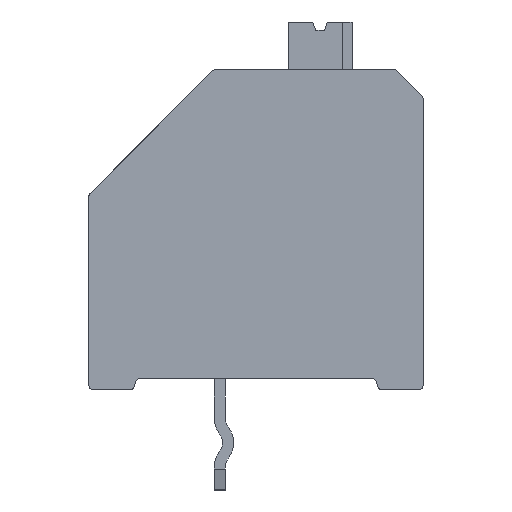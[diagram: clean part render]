
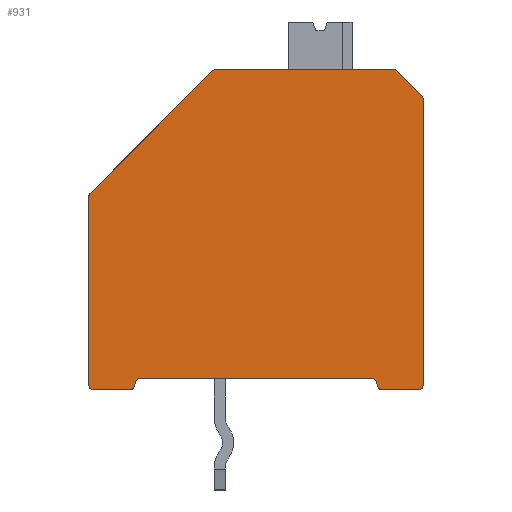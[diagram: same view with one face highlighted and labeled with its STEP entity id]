
A CAD part, front view. The second image highlights one B-rep face of the part: STEP entity #931.
In plain terms, the highlighted planar face has unit normal (0, -1, 0).
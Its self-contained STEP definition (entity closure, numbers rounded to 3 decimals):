
#931 = ADVANCED_FACE( '', ( #1864 ), #1865, .F. );
#1864 = FACE_OUTER_BOUND( '', #2801, .T. );
#1865 = PLANE( '', #2802 );
#2801 = EDGE_LOOP( '', ( #5476, #5477, #5478, #5479, #5480, #5481, #5482, #5483, #5484, #5485, #5486, #5487, #5488, #5489, #5490, #5491, #5492, #5493, #5494, #5495 ) );
#2802 = AXIS2_PLACEMENT_3D( '', #5496, #5497, #5498 );
#5476 = ORIENTED_EDGE( '', *, *, #6811, .F. );
#5477 = ORIENTED_EDGE( '', *, *, #5859, .F. );
#5478 = ORIENTED_EDGE( '', *, *, #5989, .F. );
#5479 = ORIENTED_EDGE( '', *, *, #6495, .F. );
#5480 = ORIENTED_EDGE( '', *, *, #5913, .F. );
#5481 = ORIENTED_EDGE( '', *, *, #6879, .F. );
#5482 = ORIENTED_EDGE( '', *, *, #6614, .F. );
#5483 = ORIENTED_EDGE( '', *, *, #6884, .F. );
#5484 = ORIENTED_EDGE( '', *, *, #6832, .F. );
#5485 = ORIENTED_EDGE( '', *, *, #6207, .F. );
#5486 = ORIENTED_EDGE( '', *, *, #6268, .F. );
#5487 = ORIENTED_EDGE( '', *, *, #6751, .F. );
#5488 = ORIENTED_EDGE( '', *, *, #6885, .F. );
#5489 = ORIENTED_EDGE( '', *, *, #6759, .F. );
#5490 = ORIENTED_EDGE( '', *, *, #5984, .F. );
#5491 = ORIENTED_EDGE( '', *, *, #6881, .F. );
#5492 = ORIENTED_EDGE( '', *, *, #6280, .F. );
#5493 = ORIENTED_EDGE( '', *, *, #6739, .F. );
#5494 = ORIENTED_EDGE( '', *, *, #6182, .F. );
#5495 = ORIENTED_EDGE( '', *, *, #6886, .F. );
#5496 = CARTESIAN_POINT( '', ( 0.17, -2.06, 6.76 ) );
#5497 = DIRECTION( '', ( 0., 1., 0. ) );
#5498 = DIRECTION( '', ( 0., 0., 1. ) );
#5859 = EDGE_CURVE( '', #7052, #7054, #7055, .T. );
#5913 = EDGE_CURVE( '', #7143, #7146, #7147, .T. );
#5984 = EDGE_CURVE( '', #7266, #7269, #7270, .T. );
#5989 = EDGE_CURVE( '', #7276, #7052, #7278, .T. );
#6182 = EDGE_CURVE( '', #7605, #7607, #7608, .T. );
#6207 = EDGE_CURVE( '', #7644, #7647, #7648, .T. );
#6268 = EDGE_CURVE( '', #7733, #7644, #7736, .T. );
#6280 = EDGE_CURVE( '', #7751, #7753, #7754, .T. );
#6495 = EDGE_CURVE( '', #7146, #7276, #8078, .T. );
#6614 = EDGE_CURVE( '', #8255, #8257, #8258, .T. );
#6739 = EDGE_CURVE( '', #7607, #7751, #8421, .T. );
#6751 = EDGE_CURVE( '', #8433, #7733, #8435, .T. );
#6759 = EDGE_CURVE( '', #7269, #8443, #8444, .T. );
#6811 = EDGE_CURVE( '', #7054, #8501, #8502, .T. );
#6832 = EDGE_CURVE( '', #7647, #8524, #8525, .T. );
#6879 = EDGE_CURVE( '', #8257, #7143, #8575, .T. );
#6881 = EDGE_CURVE( '', #7753, #7266, #8577, .T. );
#6884 = EDGE_CURVE( '', #8524, #8255, #8580, .T. );
#6885 = EDGE_CURVE( '', #8443, #8433, #8581, .T. );
#6886 = EDGE_CURVE( '', #8501, #7605, #8582, .T. );
#7052 = VERTEX_POINT( '', #8788 );
#7054 = VERTEX_POINT( '', #8791 );
#7055 = LINE( '', #8792, #8793 );
#7143 = VERTEX_POINT( '', #8913 );
#7146 = VERTEX_POINT( '', #8917 );
#7147 = CIRCLE( '', #8918, 0.17 );
#7266 = VERTEX_POINT( '', #9086 );
#7269 = VERTEX_POINT( '', #9090 );
#7270 = CIRCLE( '', #9091, 0.17 );
#7276 = VERTEX_POINT( '', #9098 );
#7278 = CIRCLE( '', #9101, 0.17 );
#7605 = VERTEX_POINT( '', #9588 );
#7607 = VERTEX_POINT( '', #9591 );
#7608 = CIRCLE( '', #9592, 0.17 );
#7644 = VERTEX_POINT( '', #9642 );
#7647 = VERTEX_POINT( '', #9646 );
#7648 = LINE( '', #9647, #9648 );
#7733 = VERTEX_POINT( '', #9772 );
#7736 = CIRCLE( '', #9776, 0.17 );
#7751 = VERTEX_POINT( '', #9793 );
#7753 = VERTEX_POINT( '', #9796 );
#7754 = CIRCLE( '', #9797, 0.17 );
#8078 = LINE( '', #10280, #10281 );
#8255 = VERTEX_POINT( '', #10544 );
#8257 = VERTEX_POINT( '', #10547 );
#8258 = CIRCLE( '', #10548, 0.17 );
#8421 = LINE( '', #10774, #10775 );
#8433 = VERTEX_POINT( '', #10790 );
#8435 = LINE( '', #10793, #10794 );
#8443 = VERTEX_POINT( '', #10805 );
#8444 = LINE( '', #10806, #10807 );
#8501 = VERTEX_POINT( '', #10887 );
#8502 = CIRCLE( '', #10888, 0.17 );
#8524 = VERTEX_POINT( '', #10920 );
#8525 = CIRCLE( '', #10921, 0.17 );
#8575 = LINE( '', #10995, #10996 );
#8577 = LINE( '', #10998, #10999 );
#8580 = LINE( '', #11002, #11003 );
#8581 = CIRCLE( '', #11004, 0.17 );
#8582 = LINE( '', #11005, #11006 );
#8788 = CARTESIAN_POINT( '', ( 0., -2.06, 0. ) );
#8791 = CARTESIAN_POINT( '', ( 0., -2.06, 6.76 ) );
#8792 = CARTESIAN_POINT( '', ( 0., -2.06, 6.76 ) );
#8793 = VECTOR( '', #11142, 1000. );
#8913 = CARTESIAN_POINT( '', ( 1.634, -2.06, -0.044 ) );
#8917 = CARTESIAN_POINT( '', ( 1.47, -2.06, -0.17 ) );
#8918 = AXIS2_PLACEMENT_3D( '', #11200, #11201, #11202 );
#9086 = CARTESIAN_POINT( '', ( 11.95, -2.06, 10.38 ) );
#9090 = CARTESIAN_POINT( '', ( 12., -2.06, 10.26 ) );
#9091 = AXIS2_PLACEMENT_3D( '', #11268, #11269, #11270 );
#9098 = CARTESIAN_POINT( '', ( 0.17, -2.06, -0.17 ) );
#9101 = AXIS2_PLACEMENT_3D( '', #11276, #11277, #11278 );
#9588 = CARTESIAN_POINT( '', ( 4.45, -2.06, 11.28 ) );
#9591 = CARTESIAN_POINT( '', ( 4.57, -2.06, 11.33 ) );
#9592 = AXIS2_PLACEMENT_3D( '', #11470, #11471, #11472 );
#9642 = CARTESIAN_POINT( '', ( 10.366, -2.06, -0.044 ) );
#9646 = CARTESIAN_POINT( '', ( 10.327, -2.06, 0.104 ) );
#9647 = CARTESIAN_POINT( '', ( 10.327, -2.06, 0.104 ) );
#9648 = VECTOR( '', #11497, 1000. );
#9772 = CARTESIAN_POINT( '', ( 10.53, -2.06, -0.17 ) );
#9776 = AXIS2_PLACEMENT_3D( '', #11550, #11551, #11552 );
#9793 = CARTESIAN_POINT( '', ( 10.93, -2.06, 11.33 ) );
#9796 = CARTESIAN_POINT( '', ( 11.05, -2.06, 11.28 ) );
#9797 = AXIS2_PLACEMENT_3D( '', #11568, #11569, #11570 );
#10280 = CARTESIAN_POINT( '', ( 1.47, -2.06, -0.17 ) );
#10281 = VECTOR( '', #11775, 1000. );
#10544 = CARTESIAN_POINT( '', ( 1.838, -2.06, 0.23 ) );
#10547 = CARTESIAN_POINT( '', ( 1.673, -2.06, 0.104 ) );
#10548 = AXIS2_PLACEMENT_3D( '', #11914, #11915, #11916 );
#10774 = CARTESIAN_POINT( '', ( 4.57, -2.06, 11.33 ) );
#10775 = VECTOR( '', #12037, 1000. );
#10790 = CARTESIAN_POINT( '', ( 11.83, -2.06, -0.17 ) );
#10793 = CARTESIAN_POINT( '', ( 11.83, -2.06, -0.17 ) );
#10794 = VECTOR( '', #12048, 1000. );
#10805 = CARTESIAN_POINT( '', ( 12., -2.06, 0. ) );
#10806 = CARTESIAN_POINT( '', ( 12., -2.06, 0. ) );
#10807 = VECTOR( '', #12052, 1000. );
#10887 = CARTESIAN_POINT( '', ( 0.05, -2.06, 6.88 ) );
#10888 = AXIS2_PLACEMENT_3D( '', #12085, #12086, #12087 );
#10920 = CARTESIAN_POINT( '', ( 10.162, -2.06, 0.23 ) );
#10921 = AXIS2_PLACEMENT_3D( '', #12098, #12099, #12100 );
#10995 = CARTESIAN_POINT( '', ( 1.634, -2.06, -0.044 ) );
#10996 = VECTOR( '', #12125, 1000. );
#10998 = CARTESIAN_POINT( '', ( 11.05, -2.06, 11.28 ) );
#10999 = VECTOR( '', #12126, 1000. );
#11002 = CARTESIAN_POINT( '', ( 1.838, -2.06, 0.23 ) );
#11003 = VECTOR( '', #12127, 1000. );
#11004 = AXIS2_PLACEMENT_3D( '', #12128, #12129, #12130 );
#11005 = CARTESIAN_POINT( '', ( 0.05, -2.06, 6.88 ) );
#11006 = VECTOR( '', #12131, 1000. );
#11142 = DIRECTION( '', ( 0., 0., 1. ) );
#11200 = CARTESIAN_POINT( '', ( 1.47, -2.06, 0. ) );
#11201 = DIRECTION( '', ( 0., 1., 0. ) );
#11202 = DIRECTION( '', ( 1., 0., 0. ) );
#11268 = CARTESIAN_POINT( '', ( 11.83, -2.06, 10.26 ) );
#11269 = DIRECTION( '', ( 0., 1., 0. ) );
#11270 = DIRECTION( '', ( -1., 0., 0. ) );
#11276 = CARTESIAN_POINT( '', ( 0.17, -2.06, 0. ) );
#11277 = DIRECTION( '', ( 0., 1., 0. ) );
#11278 = DIRECTION( '', ( 1., 0., 0. ) );
#11470 = CARTESIAN_POINT( '', ( 4.57, -2.06, 11.16 ) );
#11471 = DIRECTION( '', ( 0., 1., 0. ) );
#11472 = DIRECTION( '', ( 1., 0., 0. ) );
#11497 = DIRECTION( '', ( -0.259, 0., 0.966 ) );
#11550 = CARTESIAN_POINT( '', ( 10.53, -2.06, 0. ) );
#11551 = DIRECTION( '', ( 0., 1., 0. ) );
#11552 = DIRECTION( '', ( 1., 0., 0. ) );
#11568 = CARTESIAN_POINT( '', ( 10.93, -2.06, 11.16 ) );
#11569 = DIRECTION( '', ( 0., 1., 0. ) );
#11570 = DIRECTION( '', ( 1., 0., 0. ) );
#11775 = DIRECTION( '', ( -1., 0., 0. ) );
#11914 = CARTESIAN_POINT( '', ( 1.838, -2.06, 0.06 ) );
#11915 = DIRECTION( '', ( 0., -1., 0. ) );
#11916 = DIRECTION( '', ( 1., 0., 0. ) );
#12037 = DIRECTION( '', ( 1., 0., 0. ) );
#12048 = DIRECTION( '', ( -1., 0., 0. ) );
#12052 = DIRECTION( '', ( 0., 0., -1. ) );
#12085 = CARTESIAN_POINT( '', ( 0.17, -2.06, 6.76 ) );
#12086 = DIRECTION( '', ( 0., 1., 0. ) );
#12087 = DIRECTION( '', ( 1., 0., 0. ) );
#12098 = CARTESIAN_POINT( '', ( 10.162, -2.06, 0.06 ) );
#12099 = DIRECTION( '', ( 0., -1., 0. ) );
#12100 = DIRECTION( '', ( 1., 0., 0. ) );
#12125 = DIRECTION( '', ( -0.259, 0., -0.966 ) );
#12126 = DIRECTION( '', ( 0.707, 0., -0.707 ) );
#12127 = DIRECTION( '', ( -1., 0., 0. ) );
#12128 = CARTESIAN_POINT( '', ( 11.83, -2.06, 0. ) );
#12129 = DIRECTION( '', ( 0., 1., 0. ) );
#12130 = DIRECTION( '', ( -1., 0., 0. ) );
#12131 = DIRECTION( '', ( 0.707, 0., 0.707 ) );
